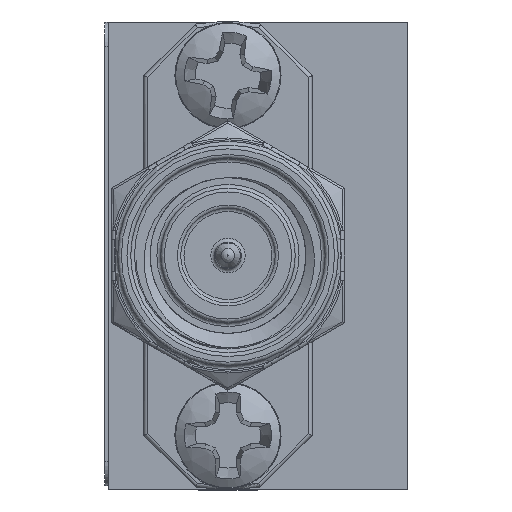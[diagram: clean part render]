
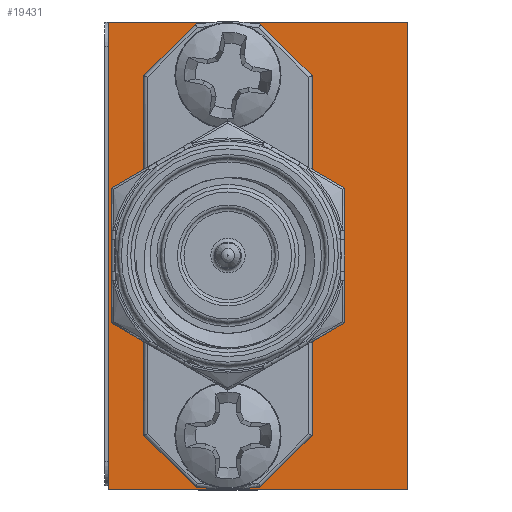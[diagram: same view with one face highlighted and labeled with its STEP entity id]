
A CAD part, left-side view. The second image highlights one B-rep face of the part: STEP entity #19431.
In plain terms, the highlighted planar face has unit normal (-1, 0, 0).
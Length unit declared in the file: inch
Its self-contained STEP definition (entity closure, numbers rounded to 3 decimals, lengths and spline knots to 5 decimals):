
#123 = VERTEX_POINT ( 'NONE', #26227 ) ;
#683 = DIRECTION ( 'NONE',  ( -1., 0., 0. ) ) ;
#1691 = CARTESIAN_POINT ( 'NONE',  ( -0.83409, 0.43849, 0.02357 ) ) ;
#5014 = CIRCLE ( 'NONE', #37004, 0.043 ) ;
#5340 = ORIENTED_EDGE ( 'NONE', *, *, #27456, .T. ) ;
#5693 = LINE ( 'NONE', #23147, #37729 ) ;
#6117 = EDGE_CURVE ( 'NONE', #44213, #26937, #43023, .T. ) ;
#7318 = EDGE_CURVE ( 'NONE', #30693, #30693, #10690, .T. ) ;
#7750 = DIRECTION ( 'NONE',  ( 0., -1., 0. ) ) ;
#9458 = PLANE ( 'NONE',  #22610 ) ;
#9474 = DIRECTION ( 'NONE',  ( -1., 0., 0. ) ) ;
#10690 = CIRCLE ( 'NONE', #23492, 0.1 ) ;
#11226 = LINE ( 'NONE', #37581, #32388 ) ;
#11481 = VERTEX_POINT ( 'NONE', #54627 ) ;
#13138 = VERTEX_POINT ( 'NONE', #30494 ) ;
#14098 = CARTESIAN_POINT ( 'NONE',  ( -0.83409, 0.05849, -0.00493 ) ) ;
#14205 = CARTESIAN_POINT ( 'NONE',  ( -0.83409, 0.21849, 0.02357 ) ) ;
#14550 = VECTOR ( 'NONE', #7750, 39.37008 ) ;
#15228 = DIRECTION ( 'NONE',  ( 0., 0., -1. ) ) ;
#16962 = CARTESIAN_POINT ( 'NONE',  ( -0.83409, 0.05849, -0.18893 ) ) ;
#17849 = DIRECTION ( 'NONE',  ( 0., 0., 1. ) ) ;
#18034 = VECTOR ( 'NONE', #19945, 39.37008 ) ;
#18583 = DIRECTION ( 'NONE',  ( 0., 0., 1. ) ) ;
#18636 = FACE_BOUND ( 'NONE', #52432, .T. ) ;
#19431 = ADVANCED_FACE ( 'NONE', ( #27506, #18636, #44415, #52439 ), #9458, .F. ) ;
#19945 = DIRECTION ( 'NONE',  ( 0., 0., 1. ) ) ;
#21610 = AXIS2_PLACEMENT_3D ( 'NONE', #39984, #683, #28202 ) ;
#22610 = AXIS2_PLACEMENT_3D ( 'NONE', #1691, #28062, #15228 ) ;
#23147 = CARTESIAN_POINT ( 'NONE',  ( -0.83409, -0.18151, 0.02357 ) ) ;
#23406 = EDGE_CURVE ( 'NONE', #27511, #27511, #50852, .T. ) ;
#23492 = AXIS2_PLACEMENT_3D ( 'NONE', #40144, #9474, #17849 ) ;
#23783 = DIRECTION ( 'NONE',  ( -1., 0., 0. ) ) ;
#26115 = CARTESIAN_POINT ( 'NONE',  ( -0.83409, 0.43849, 0.02357 ) ) ;
#26227 = CARTESIAN_POINT ( 'NONE',  ( -0.83409, 0.05849, -0.48593 ) ) ;
#26937 = VERTEX_POINT ( 'NONE', #49968 ) ;
#27456 = EDGE_CURVE ( 'NONE', #11481, #26937, #5693, .T. ) ;
#27506 = FACE_BOUND ( 'NONE', #41423, .T. ) ;
#27511 = VERTEX_POINT ( 'NONE', #14098 ) ;
#28062 = DIRECTION ( 'NONE',  ( 1., 0., 0. ) ) ;
#28202 = DIRECTION ( 'NONE',  ( 0., 0., 1. ) ) ;
#30435 = ORIENTED_EDGE ( 'NONE', *, *, #7318, .F. ) ;
#30494 = CARTESIAN_POINT ( 'NONE',  ( -0.83409, 0.21849, -0.60143 ) ) ;
#30693 = VERTEX_POINT ( 'NONE', #16962 ) ;
#32388 = VECTOR ( 'NONE', #33041, 39.37008 ) ;
#33041 = DIRECTION ( 'NONE',  ( 0., -1., 0. ) ) ;
#33095 = ORIENTED_EDGE ( 'NONE', *, *, #35556, .F. ) ;
#33676 = LINE ( 'NONE', #38252, #18034 ) ;
#35556 = EDGE_CURVE ( 'NONE', #13138, #44213, #33676, .T. ) ;
#37004 = AXIS2_PLACEMENT_3D ( 'NONE', #50428, #23783, #42121 ) ;
#37581 = CARTESIAN_POINT ( 'NONE',  ( -0.83409, 0.43849, -0.60143 ) ) ;
#37729 = VECTOR ( 'NONE', #18583, 39.37008 ) ;
#38252 = CARTESIAN_POINT ( 'NONE',  ( -0.83409, 0.21849, -0.60143 ) ) ;
#38513 = ORIENTED_EDGE ( 'NONE', *, *, #6117, .F. ) ;
#39265 = EDGE_LOOP ( 'NONE', ( #30435 ) ) ;
#39984 = CARTESIAN_POINT ( 'NONE',  ( -0.83409, 0.05849, -0.04793 ) ) ;
#40144 = CARTESIAN_POINT ( 'NONE',  ( -0.83409, 0.05849, -0.28893 ) ) ;
#41423 = EDGE_LOOP ( 'NONE', ( #48786 ) ) ;
#42121 = DIRECTION ( 'NONE',  ( 0., 0., 1. ) ) ;
#43023 = LINE ( 'NONE', #26115, #14550 ) ;
#43720 = ORIENTED_EDGE ( 'NONE', *, *, #55679, .T. ) ;
#43950 = ORIENTED_EDGE ( 'NONE', *, *, #23406, .F. ) ;
#44213 = VERTEX_POINT ( 'NONE', #14205 ) ;
#44415 = FACE_BOUND ( 'NONE', #39265, .T. ) ;
#48003 = EDGE_CURVE ( 'NONE', #123, #123, #5014, .T. ) ;
#48786 = ORIENTED_EDGE ( 'NONE', *, *, #48003, .F. ) ;
#49136 = EDGE_LOOP ( 'NONE', ( #33095, #43720, #5340, #38513 ) ) ;
#49968 = CARTESIAN_POINT ( 'NONE',  ( -0.83409, -0.18151, 0.02357 ) ) ;
#50428 = CARTESIAN_POINT ( 'NONE',  ( -0.83409, 0.05849, -0.52893 ) ) ;
#50852 = CIRCLE ( 'NONE', #21610, 0.043 ) ;
#52432 = EDGE_LOOP ( 'NONE', ( #43950 ) ) ;
#52439 = FACE_OUTER_BOUND ( 'NONE', #49136, .T. ) ;
#54627 = CARTESIAN_POINT ( 'NONE',  ( -0.83409, -0.18151, -0.60143 ) ) ;
#55679 = EDGE_CURVE ( 'NONE', #13138, #11481, #11226, .T. ) ;
